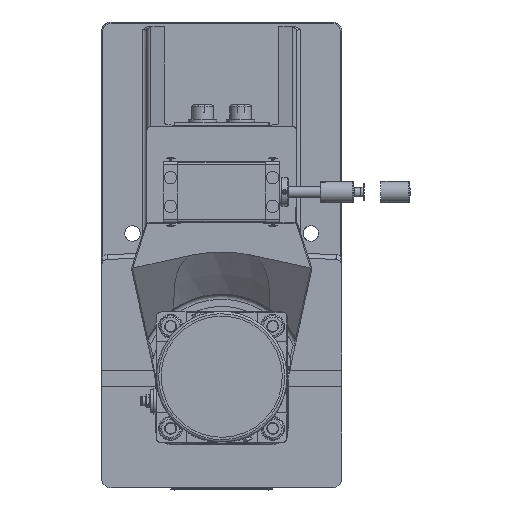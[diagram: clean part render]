
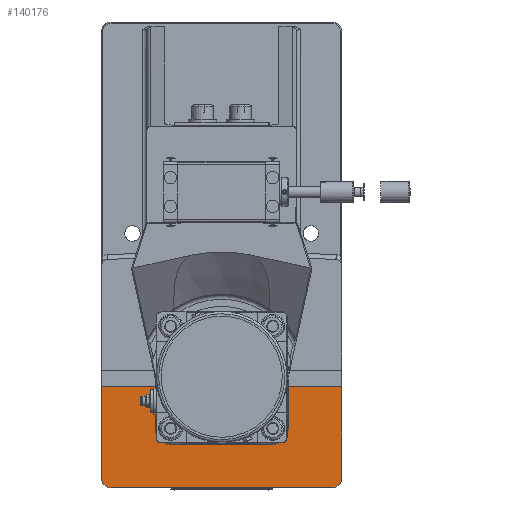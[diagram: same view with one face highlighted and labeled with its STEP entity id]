
A CAD part, top view. The second image highlights one B-rep face of the part: STEP entity #140176.
In plain terms, the highlighted planar face has unit normal (0, 0, 1).
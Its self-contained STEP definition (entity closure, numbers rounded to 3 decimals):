
#7959=PLANE('',#147978);
#12385=LINE('',#183279,#26317);
#12398=LINE('',#183305,#26330);
#12466=LINE('',#183538,#26398);
#12467=LINE('',#183550,#26399);
#26317=VECTOR('',#155145,10.);
#26330=VECTOR('',#155166,10.);
#26398=VECTOR('',#155320,10.);
#26399=VECTOR('',#155333,10.);
#40722=FACE_OUTER_BOUND('',#48166,.T.);
#48166=EDGE_LOOP('',(#92124,#92125,#92126,#92127,#92128,#92129));
#56205=CIRCLE('',#147971,8.);
#56211=CIRCLE('',#147979,8.);
#57913=VERTEX_POINT('',#183276);
#57914=VERTEX_POINT('',#183278);
#57923=VERTEX_POINT('',#183303);
#58004=VERTEX_POINT('',#183528);
#58007=VERTEX_POINT('',#183535);
#58012=VERTEX_POINT('',#183548);
#71458=EDGE_CURVE('',#57913,#57914,#12385,.T.);
#71471=EDGE_CURVE('',#57913,#57923,#12398,.T.);
#71562=EDGE_CURVE('',#57914,#58004,#56205,.T.);
#71567=EDGE_CURVE('',#58004,#58007,#12466,.T.);
#71572=EDGE_CURVE('',#58007,#58012,#56211,.T.);
#71573=EDGE_CURVE('',#58012,#57923,#12467,.T.);
#92124=ORIENTED_EDGE('',*,*,#71572,.F.);
#92125=ORIENTED_EDGE('',*,*,#71567,.F.);
#92126=ORIENTED_EDGE('',*,*,#71562,.F.);
#92127=ORIENTED_EDGE('',*,*,#71458,.F.);
#92128=ORIENTED_EDGE('',*,*,#71471,.T.);
#92129=ORIENTED_EDGE('',*,*,#71573,.F.);
#140176=ADVANCED_FACE('',(#40722),#7959,.T.);
#147971=AXIS2_PLACEMENT_3D('',#183529,#155311,#155312);
#147978=AXIS2_PLACEMENT_3D('',#183547,#155329,#155330);
#147979=AXIS2_PLACEMENT_3D('',#183549,#155331,#155332);
#155145=DIRECTION('',(0.,-1.,0.));
#155166=DIRECTION('',(-1.,0.,0.));
#155311=DIRECTION('center_axis',(0.,0.,
-1.));
#155312=DIRECTION('ref_axis',(0.707,-0.707,0.));
#155320=DIRECTION('',(-1.,0.,0.));
#155329=DIRECTION('center_axis',(0.,0.,
1.));
#155330=DIRECTION('ref_axis',(1.,0.,0.));
#155331=DIRECTION('center_axis',(0.,0.,
-1.));
#155332=DIRECTION('ref_axis',(-0.707,-0.707,0.));
#155333=DIRECTION('',(0.,1.,0.));
#183276=CARTESIAN_POINT('',(101.,-107.5,52.));
#183278=CARTESIAN_POINT('',(101.,-184.5,52.));
#183279=CARTESIAN_POINT('',(101.,-192.5,52.));
#183303=CARTESIAN_POINT('',(-101.,-107.5,52.));
#183305=CARTESIAN_POINT('',(50.5,-107.5,52.));
#183528=CARTESIAN_POINT('',(93.,-192.5,52.));
#183529=CARTESIAN_POINT('Origin',(93.,-184.5,52.));
#183535=CARTESIAN_POINT('',(-93.,-192.5,52.));
#183538=CARTESIAN_POINT('',(-101.,-192.5,52.));
#183547=CARTESIAN_POINT('Origin',(0.,-95.968,
52.));
#183548=CARTESIAN_POINT('',(-101.,-184.5,52.));
#183549=CARTESIAN_POINT('Origin',(-93.,-184.5,52.));
#183550=CARTESIAN_POINT('',(-101.,-0.5,52.));
